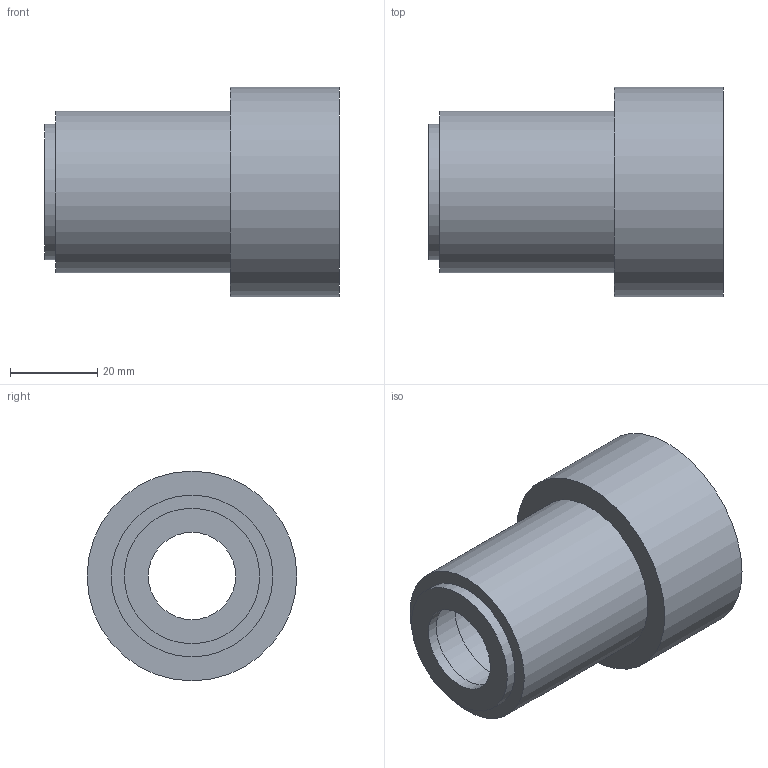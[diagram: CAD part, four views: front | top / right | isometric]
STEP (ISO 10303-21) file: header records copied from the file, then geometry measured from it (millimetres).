
FILE_DESCRIPTION(('FreeCAD Model'),'2;1');
FILE_NAME('logement_spi.step', '2019-05-27T14:46:55',('Author'),(''), 'Open CASCADE STEP processor 7.3','FreeCAD','Unknown');
FILE_SCHEMA(('AUTOMOTIVE_DESIGN { 1 0 10303 214 1 1 1 1 }'));
Length unit declared in the file: millimetre
Products named in the file (1): Body
Bounding box: 67.5 x 48 x 48 mm (x, y, z)
Volume: 50631.9 mm3; surface area: 17428 mm2
Topology: 1 solids, 1 shells, 12 faces, 18 edges, 12 vertices
Faces by surface type: plane 6, cylinder 6
Full cylindrical faces by diameter (mm): 20 x1, 24 x1, 28 x1, 31 x1, 37 x1, 48 x1
Entity records: 533 total; most frequent: DIRECTION 92, CARTESIAN_POINT 79, ORIENTED_EDGE 36, PCURVE 36, DEFINITIONAL_REPRESENTATION 36, LINE 30, VECTOR 30, AXIS2_PLACEMENT_3D 25
